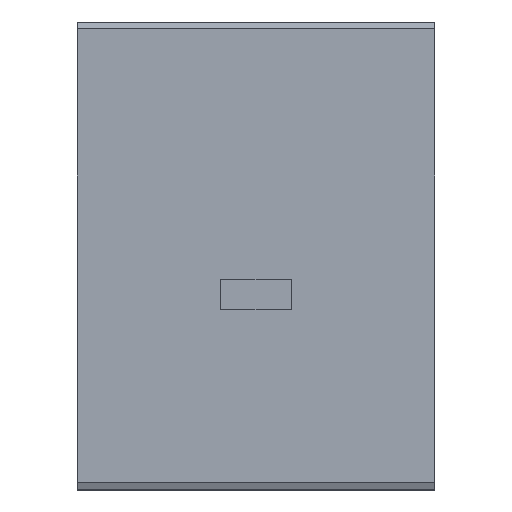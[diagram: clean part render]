
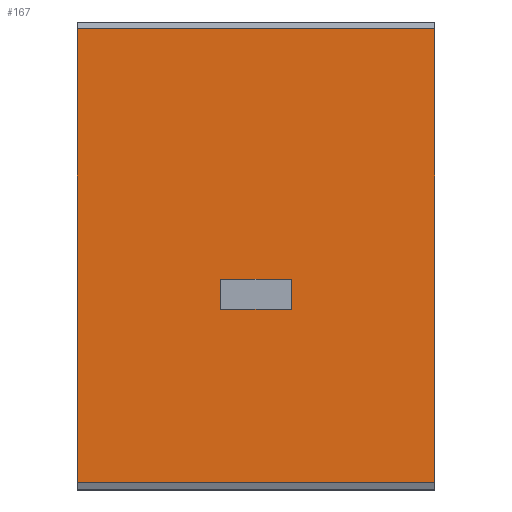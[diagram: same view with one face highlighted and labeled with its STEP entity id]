
A CAD part, top view. The second image highlights one B-rep face of the part: STEP entity #167.
In plain terms, the highlighted planar face has unit normal (0, 0, 1).
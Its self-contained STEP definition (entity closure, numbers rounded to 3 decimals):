
#167=ADVANCED_FACE('',(#457,#458),#459,.T.);
#457=FACE_OUTER_BOUND('',#878,.T.);
#458=FACE_BOUND('',#879,.T.);
#459=PLANE('',#880);
#878=EDGE_LOOP('',(#1313,#1314,#1315,#1316));
#879=EDGE_LOOP('',(#1317,#1318,#1319,#1320));
#880=AXIS2_PLACEMENT_3D('',#1321,#1322,#1323);
#1313=ORIENTED_EDGE('',*,*,#2548,.T.);
#1314=ORIENTED_EDGE('',*,*,#2549,.T.);
#1315=ORIENTED_EDGE('',*,*,#2550,.T.);
#1316=ORIENTED_EDGE('',*,*,#2551,.T.);
#1317=ORIENTED_EDGE('',*,*,#2552,.T.);
#1318=ORIENTED_EDGE('',*,*,#2553,.T.);
#1319=ORIENTED_EDGE('',*,*,#2554,.T.);
#1320=ORIENTED_EDGE('',*,*,#2555,.T.);
#1321=CARTESIAN_POINT('',(35.4,4.108,56.4));
#1322=DIRECTION('',(0.,0.,1.0));
#1323=DIRECTION('',(-1.0,0.0,0.));
#2548=EDGE_CURVE('',#3054,#3055,#3056,.T.);
#2549=EDGE_CURVE('',#3055,#3057,#3058,.T.);
#2550=EDGE_CURVE('',#3057,#3059,#3060,.T.);
#2551=EDGE_CURVE('',#3059,#3054,#3061,.T.);
#2552=EDGE_CURVE('',#3062,#3063,#3064,.T.);
#2553=EDGE_CURVE('',#3063,#3065,#3066,.T.);
#2554=EDGE_CURVE('',#3065,#3067,#3068,.T.);
#2555=EDGE_CURVE('',#3067,#3062,#3069,.T.);
#3054=VERTEX_POINT('',#3786);
#3055=VERTEX_POINT('',#3787);
#3056=LINE('',#3788,#3789);
#3057=VERTEX_POINT('',#3790);
#3058=LINE('',#3791,#3792);
#3059=VERTEX_POINT('',#3793);
#3060=LINE('',#3794,#3795);
#3061=LINE('',#3796,#3797);
#3062=VERTEX_POINT('',#3798);
#3063=VERTEX_POINT('',#3799);
#3064=LINE('',#3800,#3801);
#3065=VERTEX_POINT('',#3802);
#3066=LINE('',#3803,#3804);
#3067=VERTEX_POINT('',#3805);
#3068=LINE('',#3806,#3807);
#3069=LINE('',#3808,#3809);
#3786=CARTESIAN_POINT('',(0.,45.7,56.4));
#3787=CARTESIAN_POINT('',(0.,0.7,56.4));
#3788=CARTESIAN_POINT('',(0.,-109.071,56.4));
#3789=VECTOR('',#4832,1.0);
#3790=CARTESIAN_POINT('',(35.4,0.7,56.4));
#3791=CARTESIAN_POINT('',(0.,0.7,56.4));
#3792=VECTOR('',#4833,1.0);
#3793=CARTESIAN_POINT('',(35.4,45.7,56.4));
#3794=CARTESIAN_POINT('',(35.4,-109.071,56.4));
#3795=VECTOR('',#4834,1.0);
#3796=CARTESIAN_POINT('',(0.,45.7,56.4));
#3797=VECTOR('',#4835,1.0);
#3798=CARTESIAN_POINT('',(14.2,20.87,56.4));
#3799=CARTESIAN_POINT('',(21.2,20.87,56.4));
#3800=CARTESIAN_POINT('',(0.,20.87,56.4));
#3801=VECTOR('',#4836,1.0);
#3802=CARTESIAN_POINT('',(21.2,17.87,56.4));
#3803=CARTESIAN_POINT('',(21.2,-109.071,56.4));
#3804=VECTOR('',#4837,1.0);
#3805=CARTESIAN_POINT('',(14.2,17.87,56.4));
#3806=CARTESIAN_POINT('',(0.,17.87,56.4));
#3807=VECTOR('',#4838,1.0);
#3808=CARTESIAN_POINT('',(14.2,-109.071,56.4));
#3809=VECTOR('',#4839,1.0);
#4832=DIRECTION('',(0.0,-1.0,0.0));
#4833=DIRECTION('',(1.0,0.0,0.0));
#4834=DIRECTION('',(0.,1.0,0.0));
#4835=DIRECTION('',(-1.0,0.0,0.0));
#4836=DIRECTION('',(1.0,0.0,0.0));
#4837=DIRECTION('',(0.0,-1.0,0.0));
#4838=DIRECTION('',(-1.0,0.0,0.0));
#4839=DIRECTION('',(0.0,1.0,0.0));
